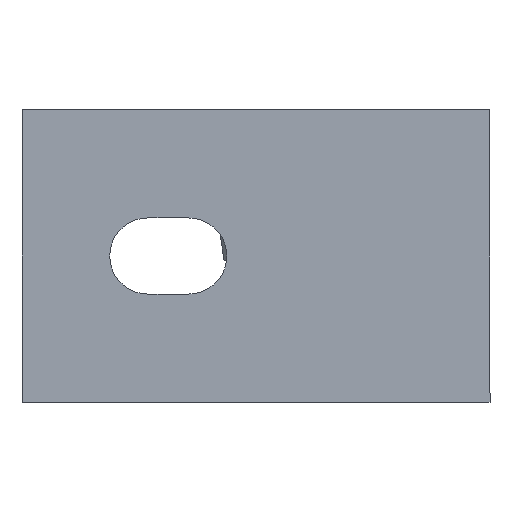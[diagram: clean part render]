
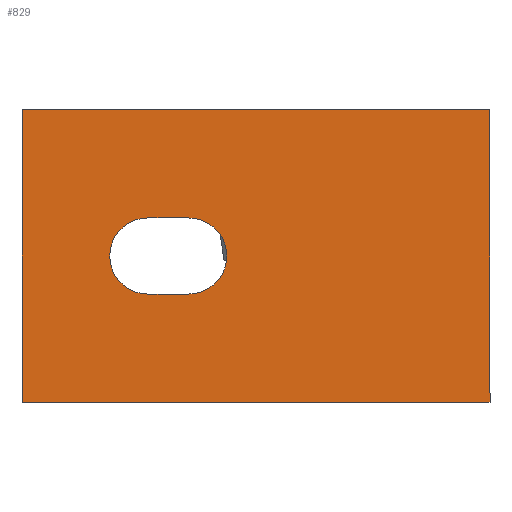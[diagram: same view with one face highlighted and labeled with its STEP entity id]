
A CAD part, left-side view. The second image highlights one B-rep face of the part: STEP entity #829.
In plain terms, the highlighted face is planar.
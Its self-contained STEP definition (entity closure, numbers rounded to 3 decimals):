
#18 = CIRCLE ( 'NONE', #415, 6.5 ) ;
#28 = ORIENTED_EDGE ( 'NONE', *, *, #222, .T. ) ;
#35 = CARTESIAN_POINT ( 'NONE',  ( -25., 21.5, 0. ) ) ;
#86 = VECTOR ( 'NONE', #1377, 1000. ) ;
#110 = VECTOR ( 'NONE', #1303, 1000. ) ;
#122 = LINE ( 'NONE', #754, #86 ) ;
#144 = CARTESIAN_POINT ( 'NONE',  ( 6.5, 0., 0. ) ) ;
#155 = CARTESIAN_POINT ( 'NONE',  ( 25., 21.5, 0. ) ) ;
#160 = EDGE_CURVE ( 'NONE', #1494, #1297, #1140, .T. ) ;
#221 = VECTOR ( 'NONE', #859, 1000. ) ;
#222 = EDGE_CURVE ( 'NONE', #319, #1768, #18, .T. ) ;
#258 = PLANE ( 'NONE',  #447 ) ;
#268 = DIRECTION ( 'NONE',  ( 0., 0., 1. ) ) ;
#281 = AXIS2_PLACEMENT_3D ( 'NONE', #2019, #268, #1229 ) ;
#319 = VERTEX_POINT ( 'NONE', #394 ) ;
#382 = DIRECTION ( 'NONE',  ( 0., -1., 0. ) ) ;
#394 = CARTESIAN_POINT ( 'NONE',  ( -6.5, -7., 0. ) ) ;
#415 = AXIS2_PLACEMENT_3D ( 'NONE', #1026, #873, #724 ) ;
#440 = FACE_OUTER_BOUND ( 'NONE', #678, .T. ) ;
#447 = AXIS2_PLACEMENT_3D ( 'NONE', #2026, #1562, #1699 ) ;
#484 = CARTESIAN_POINT ( 'NONE',  ( -25., -58.5, 0. ) ) ;
#497 = VERTEX_POINT ( 'NONE', #484 ) ;
#655 = VERTEX_POINT ( 'NONE', #994 ) ;
#678 = EDGE_LOOP ( 'NONE', ( #1792, #1113, #2025, #1607 ) ) ;
#679 = EDGE_CURVE ( 'NONE', #1297, #1402, #1530, .T. ) ;
#724 = DIRECTION ( 'NONE',  ( 1., 0., 0. ) ) ;
#754 = CARTESIAN_POINT ( 'NONE',  ( -25., -58.5, 0. ) ) ;
#777 = CARTESIAN_POINT ( 'NONE',  ( 25., 21.5, 0. ) ) ;
#800 = CARTESIAN_POINT ( 'NONE',  ( -25., 21.5, 0. ) ) ;
#816 = CIRCLE ( 'NONE', #281, 6.5 ) ;
#826 = EDGE_CURVE ( 'NONE', #497, #1494, #122, .T. ) ;
#829 = ADVANCED_FACE ( 'NONE', ( #440, #1398 ), #258, .F. ) ;
#859 = DIRECTION ( 'NONE',  ( -1., 0., 0. ) ) ;
#873 = DIRECTION ( 'NONE',  ( 0., 0., 1. ) ) ;
#985 = CARTESIAN_POINT ( 'NONE',  ( -25., 21.5, 0. ) ) ;
#994 = CARTESIAN_POINT ( 'NONE',  ( -6.5, 0., 0. ) ) ;
#1023 = CARTESIAN_POINT ( 'NONE',  ( 6.5, -7., 0. ) ) ;
#1026 = CARTESIAN_POINT ( 'NONE',  ( 0., -7., 0. ) ) ;
#1050 = EDGE_CURVE ( 'NONE', #655, #319, #1175, .T. ) ;
#1098 = ORIENTED_EDGE ( 'NONE', *, *, #1282, .T. ) ;
#1113 = ORIENTED_EDGE ( 'NONE', *, *, #679, .F. ) ;
#1140 = LINE ( 'NONE', #155, #1145 ) ;
#1145 = VECTOR ( 'NONE', #1939, 1000. ) ;
#1175 = LINE ( 'NONE', #1847, #1647 ) ;
#1229 = DIRECTION ( 'NONE',  ( 1., 0., 0. ) ) ;
#1264 = DIRECTION ( 'NONE',  ( 0., 1., 0. ) ) ;
#1282 = EDGE_CURVE ( 'NONE', #1768, #2061, #1756, .T. ) ;
#1297 = VERTEX_POINT ( 'NONE', #777 ) ;
#1303 = DIRECTION ( 'NONE',  ( 0., -1., 0. ) ) ;
#1369 = ORIENTED_EDGE ( 'NONE', *, *, #1050, .T. ) ;
#1377 = DIRECTION ( 'NONE',  ( 1., 0., 0. ) ) ;
#1398 = FACE_BOUND ( 'NONE', #2089, .T. ) ;
#1402 = VERTEX_POINT ( 'NONE', #800 ) ;
#1479 = EDGE_CURVE ( 'NONE', #2061, #655, #816, .T. ) ;
#1494 = VERTEX_POINT ( 'NONE', #1580 ) ;
#1530 = LINE ( 'NONE', #985, #221 ) ;
#1562 = DIRECTION ( 'NONE',  ( 0., 0., 1. ) ) ;
#1580 = CARTESIAN_POINT ( 'NONE',  ( 25., -58.5, 0. ) ) ;
#1607 = ORIENTED_EDGE ( 'NONE', *, *, #826, .F. ) ;
#1647 = VECTOR ( 'NONE', #382, 1000. ) ;
#1699 = DIRECTION ( 'NONE',  ( 1., 0., 0. ) ) ;
#1756 = LINE ( 'NONE', #144, #1848 ) ;
#1768 = VERTEX_POINT ( 'NONE', #1023 ) ;
#1792 = ORIENTED_EDGE ( 'NONE', *, *, #1972, .F. ) ;
#1814 = LINE ( 'NONE', #35, #110 ) ;
#1825 = CARTESIAN_POINT ( 'NONE',  ( 6.5, 0., 0. ) ) ;
#1847 = CARTESIAN_POINT ( 'NONE',  ( -6.5, 0., 0. ) ) ;
#1848 = VECTOR ( 'NONE', #1264, 1000. ) ;
#1939 = DIRECTION ( 'NONE',  ( 0., 1., 0. ) ) ;
#1972 = EDGE_CURVE ( 'NONE', #1402, #497, #1814, .T. ) ;
#2019 = CARTESIAN_POINT ( 'NONE',  ( 0., 0., 0. ) ) ;
#2025 = ORIENTED_EDGE ( 'NONE', *, *, #160, .F. ) ;
#2026 = CARTESIAN_POINT ( 'NONE',  ( -25., -58.5, 0. ) ) ;
#2056 = ORIENTED_EDGE ( 'NONE', *, *, #1479, .T. ) ;
#2061 = VERTEX_POINT ( 'NONE', #1825 ) ;
#2089 = EDGE_LOOP ( 'NONE', ( #2056, #1369, #28, #1098 ) ) ;
